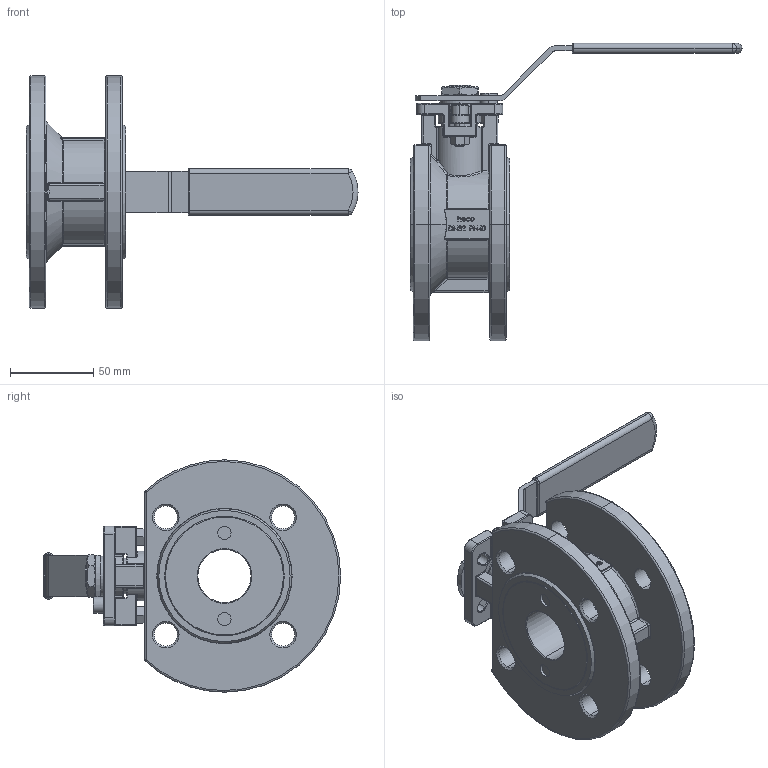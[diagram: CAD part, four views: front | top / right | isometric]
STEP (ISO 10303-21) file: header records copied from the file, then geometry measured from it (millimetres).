
FILE_DESCRIPTION (( 'STEP AP214' ), '1' );
FILE_NAME ('KK-114-000-4 Flanschkugelhahn 1804.STEP', '2018-04-24T06:27:20', ( '' ), ( '' ), 'SwSTEP 2.0', 'SolidWorks 2016', '' );
FILE_SCHEMA (( 'AUTOMOTIVE_DESIGN' ));
Length unit declared in the file: millimetre
Products named in the file (1): KK-114-000-4 Flanschkugelhahn 1804
Bounding box: 200 x 179.1 x 140 mm (x, y, z)
Volume: 447843.4 mm3; surface area: 98990.6 mm2
Topology: 1 solids, 3 shells, 1299 faces, 3167 edges, 1863 vertices
Faces by surface type: plane 375, cylinder 353, bspline 263, torus 164, cone 86, sphere 58
Entity records: 53808 total; most frequent: CARTESIAN_POINT 21346, ORIENTED_EDGE 6190, DIRECTION 5579, EDGE_CURVE 3095, AXIS2_PLACEMENT_3D 2096, VERTEX_POINT 1863, EDGE_LOOP 1404, VECTOR 1387
